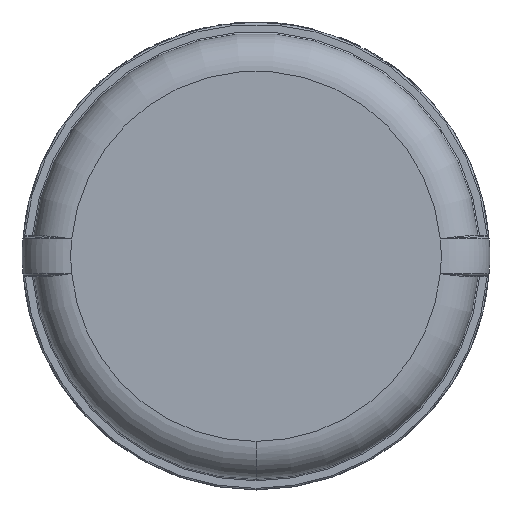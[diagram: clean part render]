
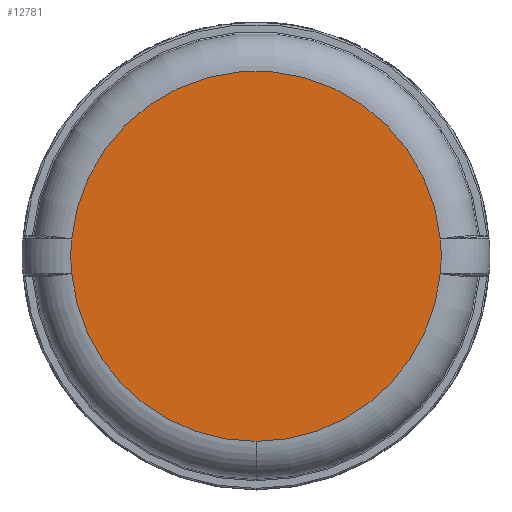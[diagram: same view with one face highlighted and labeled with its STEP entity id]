
A CAD part, left-side view. The second image highlights one B-rep face of the part: STEP entity #12781.
In plain terms, the highlighted planar face has unit normal (-1, 0, 0).
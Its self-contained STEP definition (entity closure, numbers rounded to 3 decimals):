
#38 = AXIS2_PLACEMENT_3D ( 'NONE', #18122, #21560, #18254 ) ;
#878 = CARTESIAN_POINT ( 'NONE',  ( -29.5, 0., 0. ) ) ;
#940 = DIRECTION ( 'NONE',  ( 0., 0., 1. ) ) ;
#1013 = DIRECTION ( 'NONE',  ( -1., 0., 0. ) ) ;
#1095 = VERTEX_POINT ( 'NONE', #5981 ) ;
#1109 = PLANE ( 'NONE',  #9152 ) ;
#1331 = CARTESIAN_POINT ( 'NONE',  ( -29.5, -34.1, 3.2 ) ) ;
#2095 = ORIENTED_EDGE ( 'NONE', *, *, #12953, .T. ) ;
#2524 = CIRCLE ( 'NONE', #19503, 34.25 ) ;
#2547 = FACE_OUTER_BOUND ( 'NONE', #5627, .T. ) ;
#3982 = ORIENTED_EDGE ( 'NONE', *, *, #15623, .T. ) ;
#4901 = DIRECTION ( 'NONE',  ( -1., 0., 0. ) ) ;
#5593 = VERTEX_POINT ( 'NONE', #14884 ) ;
#5627 = EDGE_LOOP ( 'NONE', ( #14532, #3982, #2095, #6760, #14708 ) ) ;
#5972 = DIRECTION ( 'NONE',  ( 0., 0., 1. ) ) ;
#5981 = CARTESIAN_POINT ( 'NONE',  ( -29.5, 34.1, 3.2 ) ) ;
#6760 = ORIENTED_EDGE ( 'NONE', *, *, #21820, .T. ) ;
#6825 = CARTESIAN_POINT ( 'NONE',  ( -29.5, 0., -34.25 ) ) ;
#7349 = CARTESIAN_POINT ( 'NONE',  ( -29.5, -34.1, -3.2 ) ) ;
#7584 = CIRCLE ( 'NONE', #8276, 34.25 ) ;
#7834 = CARTESIAN_POINT ( 'NONE',  ( -29.5, 41.25, 0. ) ) ;
#7872 = VERTEX_POINT ( 'NONE', #7349 ) ;
#8276 = AXIS2_PLACEMENT_3D ( 'NONE', #16989, #4901, #8348 ) ;
#8348 = DIRECTION ( 'NONE',  ( 0., 0., 1. ) ) ;
#9152 = AXIS2_PLACEMENT_3D ( 'NONE', #7834, #12867, #21580 ) ;
#12429 = CIRCLE ( 'NONE', #38, 34.25 ) ;
#12713 = DIRECTION ( 'NONE',  ( 0., 0., 1. ) ) ;
#12781 = ADVANCED_FACE ( 'NONE', ( #2547 ), #1109, .T. ) ;
#12783 = DIRECTION ( 'NONE',  ( -1., 0., 0. ) ) ;
#12867 = DIRECTION ( 'NONE',  ( -1., 0., 0. ) ) ;
#12906 = CIRCLE ( 'NONE', #17374, 34.25 ) ;
#12953 = EDGE_CURVE ( 'NONE', #5593, #14021, #7584, .T. ) ;
#13563 = EDGE_CURVE ( 'NONE', #7872, #20546, #2524, .T. ) ;
#13860 = EDGE_CURVE ( 'NONE', #20546, #1095, #16979, .T. ) ;
#14021 = VERTEX_POINT ( 'NONE', #6825 ) ;
#14532 = ORIENTED_EDGE ( 'NONE', *, *, #13860, .T. ) ;
#14708 = ORIENTED_EDGE ( 'NONE', *, *, #13563, .T. ) ;
#14884 = CARTESIAN_POINT ( 'NONE',  ( -29.5, 34.1, -3.2 ) ) ;
#15623 = EDGE_CURVE ( 'NONE', #1095, #5593, #12906, .T. ) ;
#16304 = CARTESIAN_POINT ( 'NONE',  ( -29.5, 0., 0. ) ) ;
#16979 = CIRCLE ( 'NONE', #17505, 34.25 ) ;
#16989 = CARTESIAN_POINT ( 'NONE',  ( -29.5, 0., 0. ) ) ;
#17374 = AXIS2_PLACEMENT_3D ( 'NONE', #878, #12783, #12713 ) ;
#17505 = AXIS2_PLACEMENT_3D ( 'NONE', #19475, #19405, #5972 ) ;
#18122 = CARTESIAN_POINT ( 'NONE',  ( -29.5, 0., 0. ) ) ;
#18254 = DIRECTION ( 'NONE',  ( 0., 0., 1. ) ) ;
#19405 = DIRECTION ( 'NONE',  ( -1., 0., 0. ) ) ;
#19475 = CARTESIAN_POINT ( 'NONE',  ( -29.5, 0., 0. ) ) ;
#19503 = AXIS2_PLACEMENT_3D ( 'NONE', #16304, #1013, #940 ) ;
#20546 = VERTEX_POINT ( 'NONE', #1331 ) ;
#21560 = DIRECTION ( 'NONE',  ( -1., 0., 0. ) ) ;
#21580 = DIRECTION ( 'NONE',  ( 0., 0., 1. ) ) ;
#21820 = EDGE_CURVE ( 'NONE', #14021, #7872, #12429, .T. ) ;
